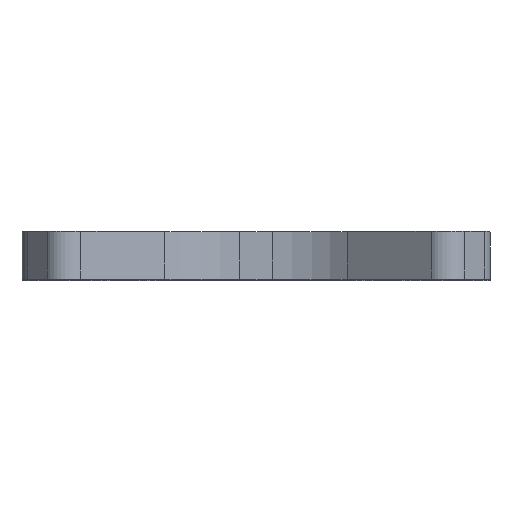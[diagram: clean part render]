
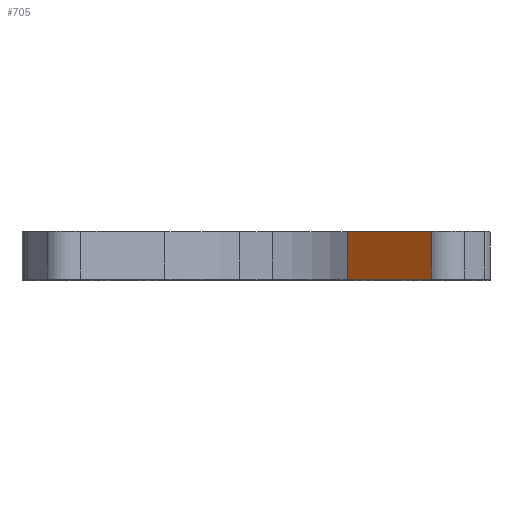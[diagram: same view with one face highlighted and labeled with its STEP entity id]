
A CAD part, top view. The second image highlights one B-rep face of the part: STEP entity #705.
In plain terms, the highlighted planar face has unit normal (-0.628, 0, 0.778).
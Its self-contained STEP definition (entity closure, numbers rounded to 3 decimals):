
#705=ADVANCED_FACE('',(#1681),#1683,.T.);
#1681=FACE_BOUND('',#1682,.T.);
#1682=EDGE_LOOP('',(#2408,#2409,#2410,#2411));
#1683=PLANE('',#1684);
#1684=AXIS2_PLACEMENT_3D('',#1685,#1686,#1687);
#1685=CARTESIAN_POINT('',(11.465,0.,52.982));
#1686=DIRECTION('',(-0.628,0.,0.779));
#1687=DIRECTION('',(0.779,0.,0.628));
#2408=ORIENTED_EDGE('',*,*,#2567,.T.);
#2409=ORIENTED_EDGE('',*,*,#2827,.T.);
#2410=ORIENTED_EDGE('',*,*,#2700,.F.);
#2411=ORIENTED_EDGE('',*,*,#2828,.F.);
#2567=EDGE_CURVE('',#2887,#2885,#2888,.T.);
#2700=EDGE_CURVE('',#3151,#3153,#3154,.T.);
#2827=EDGE_CURVE('',#2885,#3153,#3351,.T.);
#2828=EDGE_CURVE('',#2887,#3151,#3352,.T.);
#2885=VERTEX_POINT('',#3434);
#2887=VERTEX_POINT('',#3439);
#2888=LINE('',#3440,#3441);
#3151=VERTEX_POINT('',#4042);
#3153=VERTEX_POINT('',#4047);
#3154=LINE('',#4048,#4049);
#3351=LINE('',#4545,#4546);
#3352=LINE('',#4548,#4549);
#3434=CARTESIAN_POINT('',(22.012,0.,61.483));
#3439=CARTESIAN_POINT('',(11.465,0.,52.982));
#3440=CARTESIAN_POINT('',(11.465,0.,52.982));
#3441=VECTOR('',#3442,1.);
#3442=DIRECTION('',(0.779,0.,0.628));
#4042=CARTESIAN_POINT('',(11.465,6.,52.982));
#4047=CARTESIAN_POINT('',(22.012,6.,61.483));
#4048=CARTESIAN_POINT('',(11.465,6.,52.982));
#4049=VECTOR('',#4050,1.);
#4050=DIRECTION('',(0.779,0.,0.628));
#4545=CARTESIAN_POINT('',(22.012,0.,61.483));
#4546=VECTOR('',#4547,1.);
#4547=DIRECTION('',(0.,1.,0.));
#4548=CARTESIAN_POINT('',(11.465,0.,52.982));
#4549=VECTOR('',#4550,1.);
#4550=DIRECTION('',(0.,1.,0.));
